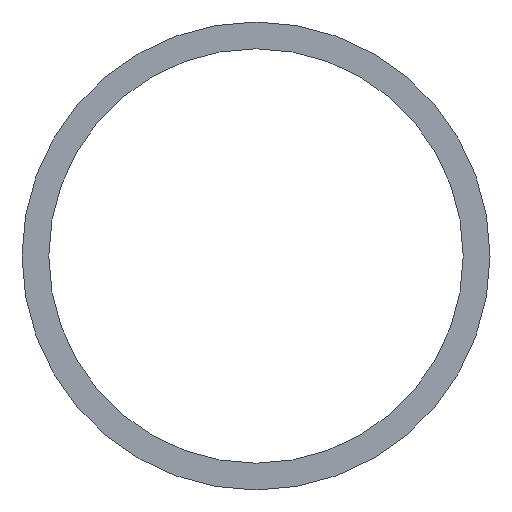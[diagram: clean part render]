
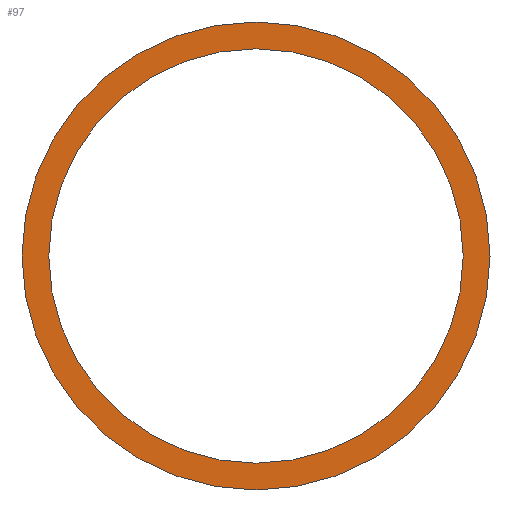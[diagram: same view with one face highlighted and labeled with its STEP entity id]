
A CAD part, left-side view. The second image highlights one B-rep face of the part: STEP entity #97.
In plain terms, the highlighted planar face has unit normal (-1, 0, 0).
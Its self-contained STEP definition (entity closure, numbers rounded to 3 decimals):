
#55 = VERTEX_POINT( '', #128 );
#63 = VERTEX_POINT( '', #136 );
#65 = VERTEX_POINT( '', #138 );
#71 = EDGE_CURVE( '', #65, #55, #144, .T. );
#75 = EDGE_CURVE( '', #55, #65, #149, .T. );
#93 = EDGE_CURVE( '', #63, #95, #169, .T. );
#95 = VERTEX_POINT( '', #171 );
#97 = ADVANCED_FACE( '', ( #173, #174 ), #175, .F. );
#103 = EDGE_CURVE( '', #95, #63, #181, .T. );
#128 = CARTESIAN_POINT( '', ( 0., 0., 55. ) );
#136 = CARTESIAN_POINT( '', ( 0., 0., -48.7 ) );
#138 = CARTESIAN_POINT( '', ( 0., 0., -55. ) );
#144 = CIRCLE( '', #215, 55. );
#149 = CIRCLE( '', #221, 55. );
#169 = CIRCLE( '', #249, 48.7 );
#171 = CARTESIAN_POINT( '', ( 0., 0., 48.7 ) );
#173 = FACE_OUTER_BOUND( '', #253, .T. );
#174 = FACE_BOUND( '', #254, .T. );
#175 = PLANE( '', #255 );
#181 = CIRCLE( '', #264, 48.7 );
#215 = AXIS2_PLACEMENT_3D( '', #287, #288, #289 );
#221 = AXIS2_PLACEMENT_3D( '', #298, #299, #300 );
#249 = AXIS2_PLACEMENT_3D( '', #323, #324, #325 );
#253 = EDGE_LOOP( '', ( #327, #328 ) );
#254 = EDGE_LOOP( '', ( #329, #330 ) );
#255 = AXIS2_PLACEMENT_3D( '', #331, #332, #333 );
#264 = AXIS2_PLACEMENT_3D( '', #340, #341, #342 );
#287 = CARTESIAN_POINT( '', ( 0., 0., 0. ) );
#288 = DIRECTION( '', ( 1., 0., 0. ) );
#289 = DIRECTION( '', ( 0., 0., -1. ) );
#298 = CARTESIAN_POINT( '', ( 0., 0., 0. ) );
#299 = DIRECTION( '', ( 1., 0., 0. ) );
#300 = DIRECTION( '', ( 0., 0., -1. ) );
#323 = CARTESIAN_POINT( '', ( 0., 0., 0. ) );
#324 = DIRECTION( '', ( 1., 0., 0. ) );
#325 = DIRECTION( '', ( 0., 0., -1. ) );
#327 = ORIENTED_EDGE( '', *, *, #71, .F. );
#328 = ORIENTED_EDGE( '', *, *, #75, .F. );
#329 = ORIENTED_EDGE( '', *, *, #93, .T. );
#330 = ORIENTED_EDGE( '', *, *, #103, .T. );
#331 = CARTESIAN_POINT( '', ( 0., 0., 0. ) );
#332 = DIRECTION( '', ( 1., 0., 0. ) );
#333 = DIRECTION( '', ( 0., 0., -1. ) );
#340 = CARTESIAN_POINT( '', ( 0., 0., 0. ) );
#341 = DIRECTION( '', ( 1., 0., 0. ) );
#342 = DIRECTION( '', ( 0., 0., -1. ) );
